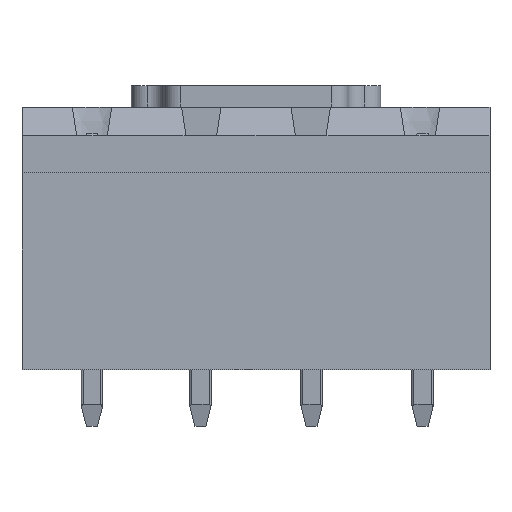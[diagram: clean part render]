
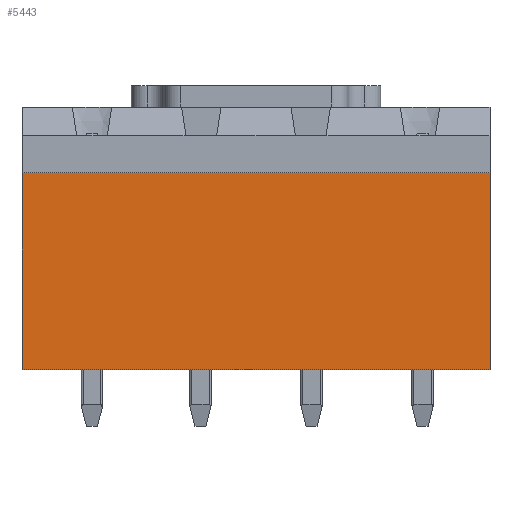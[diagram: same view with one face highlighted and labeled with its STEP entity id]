
A CAD part, front view. The second image highlights one B-rep face of the part: STEP entity #5443.
In plain terms, the highlighted planar face has unit normal (0, -1, 0).
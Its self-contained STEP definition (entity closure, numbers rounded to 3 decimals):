
#629=ORIENTED_EDGE('',*,*,#2164,.T.);
#630=ORIENTED_EDGE('',*,*,#2166,.F.);
#631=ORIENTED_EDGE('',*,*,#1868,.T.);
#632=ORIENTED_EDGE('',*,*,#2167,.F.);
#1868=EDGE_CURVE('',#2667,#2666,#3182,.T.);
#2164=EDGE_CURVE('',#2904,#2903,#3444,.T.);
#2166=EDGE_CURVE('',#2667,#2903,#3446,.T.);
#2167=EDGE_CURVE('',#2904,#2666,#3447,.T.);
#2666=VERTEX_POINT('',#7691);
#2667=VERTEX_POINT('',#7693);
#2903=VERTEX_POINT('',#8287);
#2904=VERTEX_POINT('',#8289);
#3182=LINE('',#7692,#3828);
#3444=LINE('',#8288,#4090);
#3446=LINE('',#8292,#4092);
#3447=LINE('',#8293,#4093);
#3828=VECTOR('',#6183,1000.);
#4090=VECTOR('',#6591,1000.);
#4092=VECTOR('',#6595,1000.);
#4093=VECTOR('',#6596,1000.);
#4520=EDGE_LOOP('',(#629,#630,#631,#632));
#4862=FACE_BOUND('',#4520,.T.);
#5200=PLANE('',#5820);
#5443=ADVANCED_FACE('',(#4862),#5200,.T.);
#5820=AXIS2_PLACEMENT_3D('',#8291,#6593,#6594);
#6183=DIRECTION('',(1.,0.,0.));
#6591=DIRECTION('',(-1.,0.,0.));
#6593=DIRECTION('',(0.,-1.,0.));
#6594=DIRECTION('',(0.,0.,-1.));
#6595=DIRECTION('',(0.,0.,1.));
#6596=DIRECTION('',(0.,0.,-1.));
#7691=CARTESIAN_POINT('',(10.7,0.7,-6.));
#7692=CARTESIAN_POINT('',(-10.,0.7,-6.));
#7693=CARTESIAN_POINT('',(-10.7,0.7,-6.));
#8287=CARTESIAN_POINT('',(-10.7,0.7,3.));
#8288=CARTESIAN_POINT('',(10.,0.7,3.));
#8289=CARTESIAN_POINT('',(10.7,0.7,3.));
#8291=CARTESIAN_POINT('',(0.,0.7,0.));
#8292=CARTESIAN_POINT('',(-10.7,0.7,-6.));
#8293=CARTESIAN_POINT('',(10.7,0.7,-6.));
